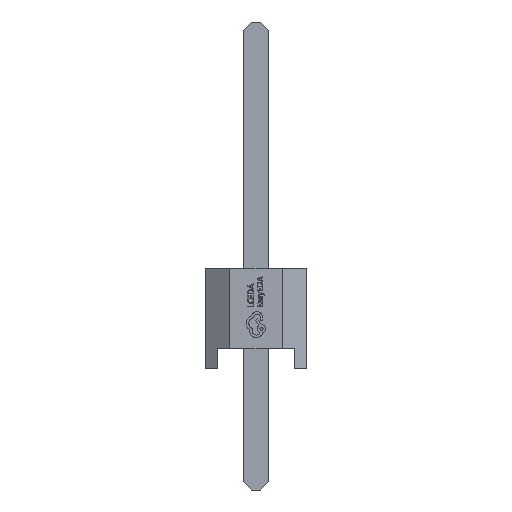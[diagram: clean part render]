
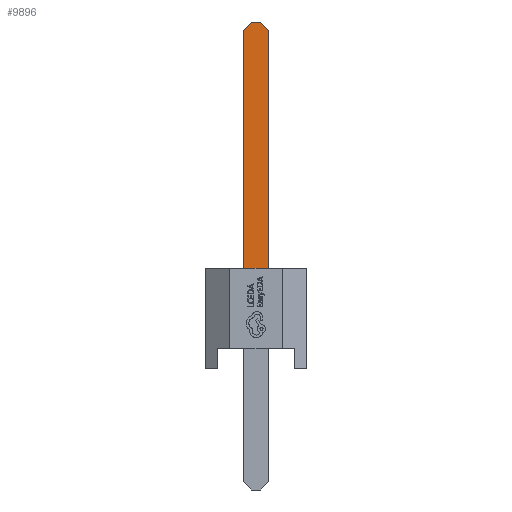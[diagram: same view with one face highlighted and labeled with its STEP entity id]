
A CAD part, left-side view. The second image highlights one B-rep face of the part: STEP entity #9896.
In plain terms, the highlighted planar face has unit normal (-1, 0, 0).
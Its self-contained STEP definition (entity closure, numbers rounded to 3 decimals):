
#483=FACE_OUTER_BOUND('',#1037,.T.);
#1037=EDGE_LOOP('',(#6958,#6959,#6960,#6961,#6962,#6963));
#1962=LINE('',#14503,#3150);
#1996=LINE('',#14570,#3184);
#2000=LINE('',#14578,#3188);
#2002=LINE('',#14582,#3190);
#2003=LINE('',#14584,#3191);
#2004=LINE('',#14585,#3192);
#3150=VECTOR('',#11516,1.);
#3184=VECTOR('',#11592,1.);
#3188=VECTOR('',#11598,1.);
#3190=VECTOR('',#11602,1.);
#3191=VECTOR('',#11603,1.);
#3192=VECTOR('',#11604,1.);
#4360=VERTEX_POINT('',#14499);
#4362=VERTEX_POINT('',#14502);
#4374=VERTEX_POINT('',#14569);
#4377=VERTEX_POINT('',#14577);
#4378=VERTEX_POINT('',#14581);
#4379=VERTEX_POINT('',#14583);
#5372=EDGE_CURVE('',#4360,#4362,#1962,.T.);
#5406=EDGE_CURVE('',#4360,#4374,#1996,.T.);
#5410=EDGE_CURVE('',#4377,#4362,#2000,.T.);
#5412=EDGE_CURVE('',#4374,#4378,#2002,.T.);
#5413=EDGE_CURVE('',#4378,#4379,#2003,.T.);
#5414=EDGE_CURVE('',#4379,#4377,#2004,.T.);
#6958=ORIENTED_EDGE('',*,*,#5372,.F.);
#6959=ORIENTED_EDGE('',*,*,#5406,.T.);
#6960=ORIENTED_EDGE('',*,*,#5412,.T.);
#6961=ORIENTED_EDGE('',*,*,#5413,.T.);
#6962=ORIENTED_EDGE('',*,*,#5414,.T.);
#6963=ORIENTED_EDGE('',*,*,#5410,.T.);
#9131=PLANE('',#10475);
#9896=ADVANCED_FACE('',(#483),#9131,.T.);
#10475=AXIS2_PLACEMENT_3D('',#14580,#11600,#11601);
#11516=DIRECTION('',(0.,1.,0.));
#11592=DIRECTION('',(0.,0.,1.));
#11598=DIRECTION('',(0.,0.,-1.));
#11600=DIRECTION('center_axis',(-1.,0.,0.));
#11601=DIRECTION('ref_axis',(0.,0.,1.));
#11602=DIRECTION('',(0.,0.707,0.707));
#11603=DIRECTION('',(0.,1.,0.));
#11604=DIRECTION('',(0.,0.707,-0.707));
#14499=CARTESIAN_POINT('',(-10.48,-0.32,2.5));
#14502=CARTESIAN_POINT('',(-10.48,0.32,2.5));
#14503=CARTESIAN_POINT('',(-10.48,0.,2.5));
#14569=CARTESIAN_POINT('',(-10.48,-0.32,8.4));
#14570=CARTESIAN_POINT('',(-10.48,-0.32,-2.8));
#14577=CARTESIAN_POINT('',(-10.48,0.32,8.4));
#14578=CARTESIAN_POINT('',(-10.48,0.32,-2.8));
#14580=CARTESIAN_POINT('Origin',(-10.48,0.,0.));
#14581=CARTESIAN_POINT('',(-10.48,-0.12,8.6));
#14582=CARTESIAN_POINT('',(-10.48,-0.32,8.4));
#14583=CARTESIAN_POINT('',(-10.48,0.12,8.6));
#14584=CARTESIAN_POINT('',(-10.48,0.12,8.6));
#14585=CARTESIAN_POINT('',(-10.48,0.32,8.4));
